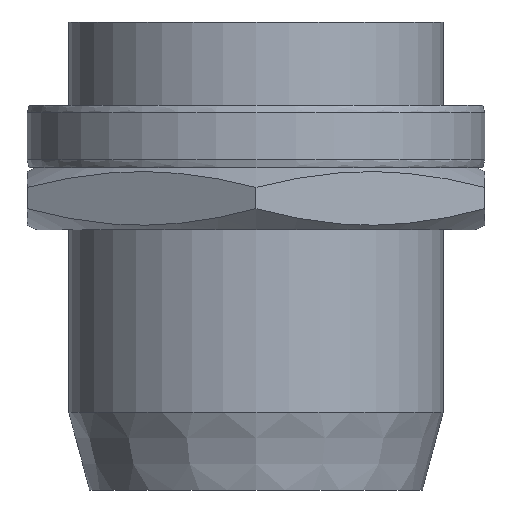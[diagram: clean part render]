
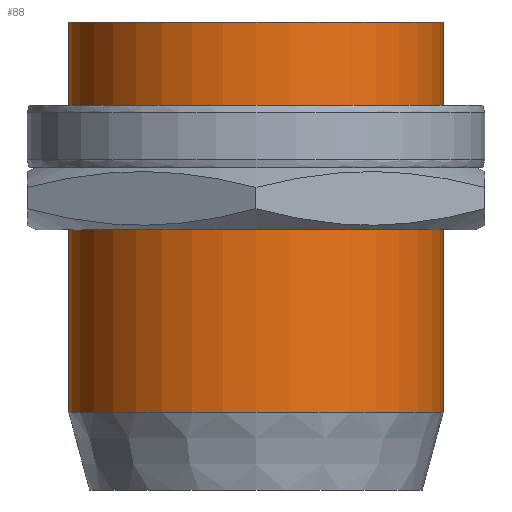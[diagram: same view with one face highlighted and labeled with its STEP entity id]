
A CAD part, front view. The second image highlights one B-rep face of the part: STEP entity #88.
In plain terms, the highlighted cylindrical face has radius 9 mm (diameter 18 mm), a full revolution.
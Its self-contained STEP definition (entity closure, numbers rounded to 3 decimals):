
#7=CARTESIAN_POINT('',(9.0,0.0,22.5));
#8=VERTEX_POINT('',#7);
#9=CARTESIAN_POINT('',(-9.0,0.0,22.5));
#10=VERTEX_POINT('',#9);
#11=CARTESIAN_POINT('',(0.0,0.0,22.5));
#12=DIRECTION('',(0.0,0.0,1.0));
#13=DIRECTION('',(1.0,0.0,0.0));
#14=AXIS2_PLACEMENT_3D('',#11,#12,#13);
#15=CIRCLE('',#14,9.0);
#16=EDGE_CURVE('',#8,#10,#15,.T.);
#18=CARTESIAN_POINT('',(0.0,0.0,22.5));
#19=DIRECTION('',(0.0,0.0,1.0));
#20=DIRECTION('',(1.0,0.0,0.0));
#21=AXIS2_PLACEMENT_3D('',#18,#19,#20);
#22=CIRCLE('',#21,9.0);
#23=EDGE_CURVE('',#10,#8,#22,.T.);
#54=CARTESIAN_POINT('',(0.0,0.0,22.5));
#55=DIRECTION('',(0.0,0.0,1.0));
#56=DIRECTION('',(1.0,0.0,0.0));
#57=AXIS2_PLACEMENT_3D('',#54,#55,#56);
#58=CYLINDRICAL_SURFACE('',#57,9.0);
#59=CARTESIAN_POINT('',(9.0,0.0,3.732));
#60=VERTEX_POINT('',#59);
#61=CARTESIAN_POINT('',(9.0,0.0,22.5));
#62=DIRECTION('',(0.0,0.0,-1.0));
#63=VECTOR('',#62,18.768);
#64=LINE('',#61,#63);
#65=EDGE_CURVE('',#8,#60,#64,.T.);
#66=ORIENTED_EDGE('',*,*,#65,.T.);
#67=CARTESIAN_POINT('',(-9.0,0.0,3.732));
#68=VERTEX_POINT('',#67);
#69=CARTESIAN_POINT('',(0.0,0.0,3.732));
#70=DIRECTION('',(0.0,0.0,1.0));
#71=DIRECTION('',(1.0,0.0,0.0));
#72=AXIS2_PLACEMENT_3D('',#69,#70,#71);
#73=CIRCLE('',#72,9.0);
#74=EDGE_CURVE('',#60,#68,#73,.T.);
#75=ORIENTED_EDGE('',*,*,#74,.T.);
#76=CARTESIAN_POINT('',(0.0,0.0,3.732));
#77=DIRECTION('',(0.0,0.0,1.0));
#78=DIRECTION('',(1.0,0.0,0.0));
#79=AXIS2_PLACEMENT_3D('',#76,#77,#78);
#80=CIRCLE('',#79,9.0);
#81=EDGE_CURVE('',#68,#60,#80,.T.);
#82=ORIENTED_EDGE('',*,*,#81,.T.);
#83=ORIENTED_EDGE('',*,*,#65,.F.);
#84=ORIENTED_EDGE('',*,*,#23,.F.);
#85=ORIENTED_EDGE('',*,*,#16,.F.);
#86=EDGE_LOOP('',(#66,#75,#82,#83,#84,#85));
#87=FACE_OUTER_BOUND('',#86,.T.);
#88=ADVANCED_FACE('',(#87),#58,.T.);
